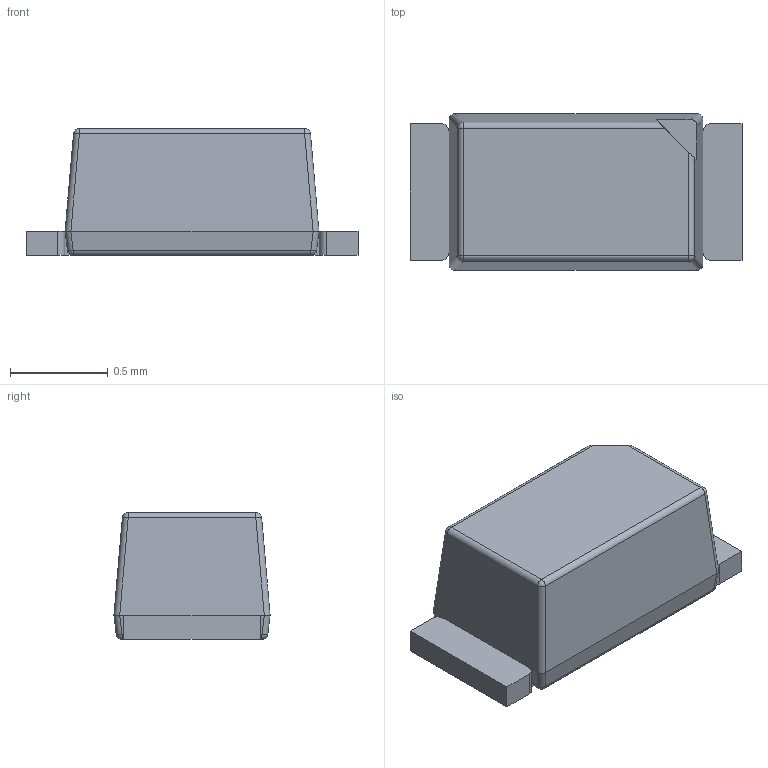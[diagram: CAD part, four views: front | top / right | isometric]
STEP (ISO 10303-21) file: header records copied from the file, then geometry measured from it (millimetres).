
FILE_DESCRIPTION(/* description */ ('Unknown'),/* implementation_level */ '2;1');
FILE_NAME(/* name */ 'LG L29K-F2J1-24',/* time_stamp */ '2024-04-29T15:47:32+02:00',/* author */ ('Unknown'),/* organization */ ('Unknown'),/* preprocessor_version */ 'ST-DEVELOPER v18.102',/* originating_system */ 'Solid Edge',/* authorisation */ 'Unknown');
FILE_SCHEMA (('AUTOMOTIVE_DESIGN {1 0 10303 214 3 1 1}'));
Length unit declared in the file: millimetre
Products named in the file (1): LG L29K-F2J1-24
Bounding box: 1.7 x 0.8 x 0.65 mm (x, y, z)
Volume: 0.7 mm3; surface area: 5.1 mm2
Topology: 1 solids, 1 shells, 61 faces, 155 edges, 89 vertices
Faces by surface type: plane 32, cylinder 22, sphere 7
Entity records: 2287 total; most frequent: DIRECTION 312, CARTESIAN_POINT 299, ORIENTED_EDGE 296, EDGE_CURVE 148, LINE 108, VECTOR 108, AXIS2_PLACEMENT_3D 102, VERTEX_POINT 89
